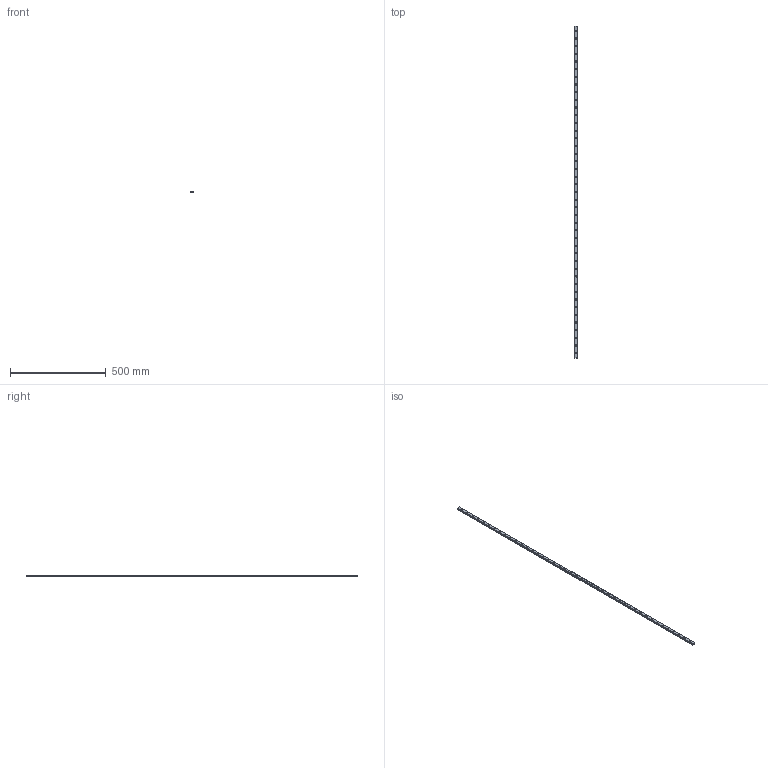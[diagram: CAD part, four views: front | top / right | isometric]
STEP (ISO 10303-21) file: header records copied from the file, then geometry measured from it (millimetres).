
FILE_DESCRIPTION(('STEP AP214'),'1');
FILE_NAME('cctmp_799556DF-98DD-4C25-A95C-B7DE85AB3F16_2021_02_19_14_03_23_0290..stp','2021-02-19T13:03:23',('HIWIN GmbH'),('CADClick - www.CADClick.com'),'Spatial InterOp 3D',' ','unknown authorization');
FILE_SCHEMA(('AUTOMOTIVE_DESIGN'));
Length unit declared in the file: millimetre
Products named in the file (1): MGNR15R1730CM_FILE
Bounding box: 15 x 1730 x 10 mm (x, y, z)
Volume: 240391.9 mm3; surface area: 102401.1 mm2
Topology: 1 solids, 1 shells, 482 faces, 1041 edges, 694 vertices
Faces by surface type: cylinder 274, plane 208
Entity records: 17233 total; most frequent: DIRECTION 2555, CARTESIAN_POINT 2218, ORIENTED_EDGE 2082, EDGE_CURVE 1041, AXIS2_PLACEMENT_3D 1031, VERTEX_POINT 694, EDGE_LOOP 615, CIRCLE 548
